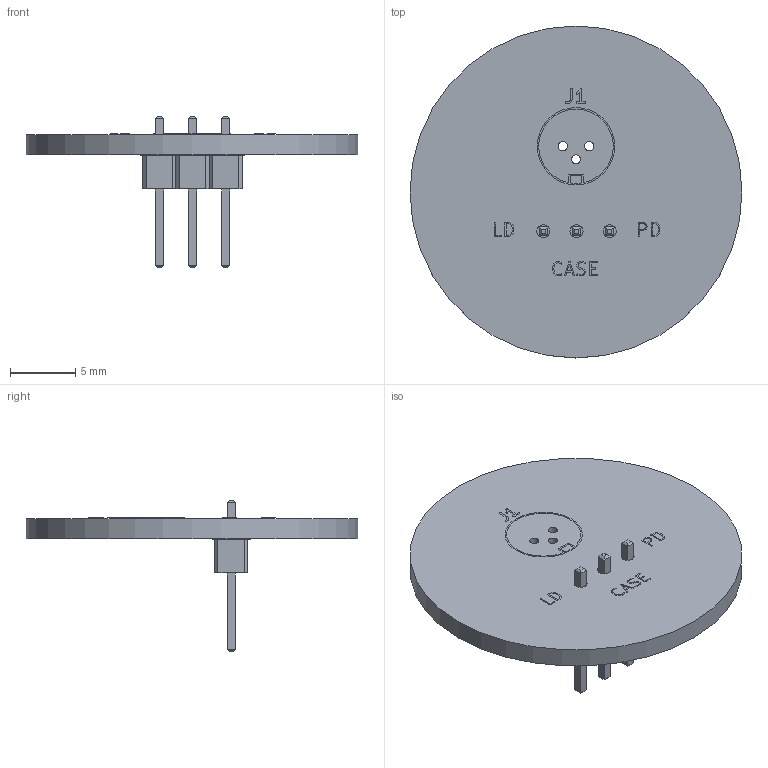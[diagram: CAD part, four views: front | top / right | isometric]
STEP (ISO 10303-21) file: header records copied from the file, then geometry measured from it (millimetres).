
FILE_DESCRIPTION(('KiCad electronic assembly'),'2;1');
FILE_NAME('Laser.step','2025-06-18T11:33:09',('Pcbnew'),('Kicad'), 'Open CASCADE STEP processor 7.8','KiCad to STEP converter','Unknown' );
FILE_SCHEMA(('AUTOMOTIVE_DESIGN { 1 0 10303 214 1 1 1 1 }'));
Length unit declared in the file: millimetre
Products named in the file (4): Laser 1; PinHeader_1x03_P2.54mm_Vertical; Laser_silkscreen; Laser_PCB
Assembly tree (3 placements, depth 2):
  Laser 1
    PinHeader_1x03_P2.54mm_Vertical
    Laser_silkscreen
    Laser_PCB
Bounding box: 25.4 x 25.4 x 11.54 mm (x, y, z)
Volume: 818.9 mm3; surface area: 1315.7 mm2
Topology: 2 solids, 15 shells, 98 faces, 425 edges, 350 vertices
Faces by surface type: plane 91, cylinder 7
Full cylindrical faces by diameter (mm): 0.7 x3, 1 x3, 25.4 x1
Entity records: 5112 total; most frequent: CARTESIAN_POINT 877, DIRECTION 693, ORIENTED_EDGE 626, EDGE_CURVE 425, LINE 361, VECTOR 361, VERTEX_POINT 350, AXIS2_PLACEMENT_3D 166
